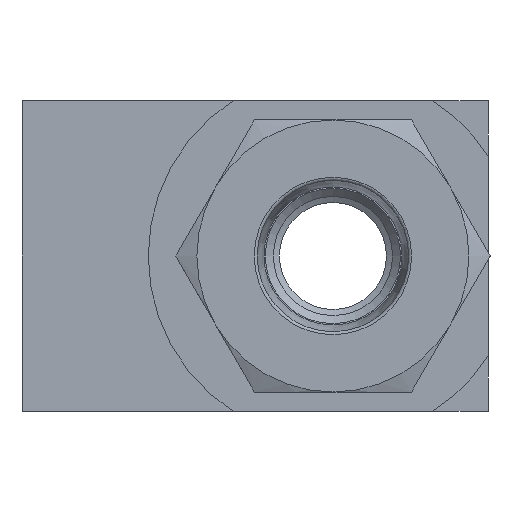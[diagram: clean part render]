
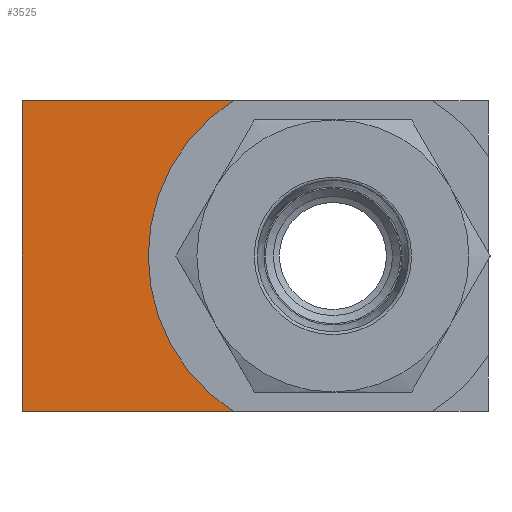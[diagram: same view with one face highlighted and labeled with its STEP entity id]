
A CAD part, left-side view. The second image highlights one B-rep face of the part: STEP entity #3525.
In plain terms, the highlighted planar face has unit normal (-1, 0, 0).
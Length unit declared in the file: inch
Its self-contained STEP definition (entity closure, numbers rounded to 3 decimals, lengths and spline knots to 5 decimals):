
#2783=CARTESIAN_POINT('',(-0.625,1.5,0.5));
#2784=VERTEX_POINT('',#2783);
#2791=CARTESIAN_POINT('',(-0.625,0.82068,0.5));
#2792=VERTEX_POINT('',#2791);
#2793=CARTESIAN_POINT('',(-0.625,0.82068,0.5));
#2794=DIRECTION('',(0.0,1.0,0.0));
#2795=VECTOR('',#2794,0.67932);
#2796=LINE('',#2793,#2795);
#2797=EDGE_CURVE('',#2792,#2784,#2796,.T.);
#3370=CARTESIAN_POINT('',(-0.625,0.82068,-0.5));
#3371=VERTEX_POINT('',#3370);
#3372=CARTESIAN_POINT('',(-0.625,0.5,0.0));
#3373=DIRECTION('',(1.0,0.0,0.0));
#3374=DIRECTION('',(0.0,0.0,-1.0));
#3375=AXIS2_PLACEMENT_3D('',#3372,#3373,#3374);
#3376=CIRCLE('',#3375,0.594);
#3377=EDGE_CURVE('',#3371,#2792,#3376,.T.);
#3502=CARTESIAN_POINT('',(-0.625,0.0,0.0));
#3503=DIRECTION('',(-1.0,0.0,0.0));
#3504=DIRECTION('',(0.0,0.0,1.0));
#3505=AXIS2_PLACEMENT_3D('',#3502,#3503,#3504);
#3506=PLANE('',#3505);
#3507=ORIENTED_EDGE('',*,*,#3377,.T.);
#3508=ORIENTED_EDGE('',*,*,#2797,.T.);
#3509=CARTESIAN_POINT('',(-0.625,1.5,-0.5));
#3510=VERTEX_POINT('',#3509);
#3511=CARTESIAN_POINT('',(-0.625,1.5,-0.5));
#3512=DIRECTION('',(0.0,0.0,1.0));
#3513=VECTOR('',#3512,1.0);
#3514=LINE('',#3511,#3513);
#3515=EDGE_CURVE('',#3510,#2784,#3514,.T.);
#3516=ORIENTED_EDGE('',*,*,#3515,.F.);
#3517=CARTESIAN_POINT('',(-0.625,1.5,-0.5));
#3518=DIRECTION('',(0.0,-1.0,0.0));
#3519=VECTOR('',#3518,0.67932);
#3520=LINE('',#3517,#3519);
#3521=EDGE_CURVE('',#3510,#3371,#3520,.T.);
#3522=ORIENTED_EDGE('',*,*,#3521,.T.);
#3523=EDGE_LOOP('',(#3507,#3508,#3516,#3522));
#3524=FACE_OUTER_BOUND('',#3523,.T.);
#3525=ADVANCED_FACE('',(#3524),#3506,.T.);
